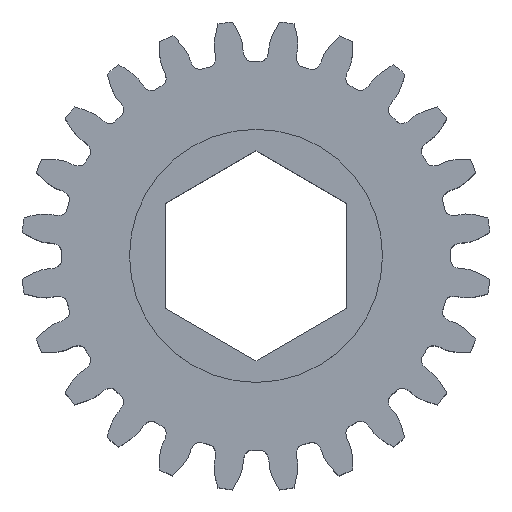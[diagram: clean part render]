
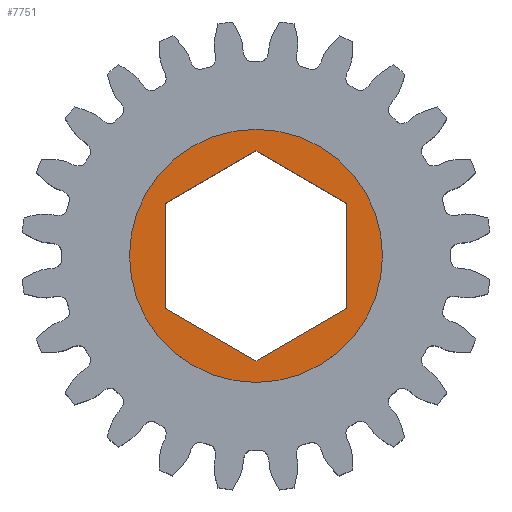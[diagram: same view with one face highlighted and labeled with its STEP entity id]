
A CAD part, top view. The second image highlights one B-rep face of the part: STEP entity #7751.
In plain terms, the highlighted planar face has unit normal (0, 0, 1).
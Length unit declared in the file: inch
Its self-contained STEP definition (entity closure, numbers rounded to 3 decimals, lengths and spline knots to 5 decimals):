
#88 = LINE ( 'NONE', #7778, #260 ) ;
#153 = FACE_OUTER_BOUND ( 'NONE', #6917, .T. ) ;
#156 = FACE_BOUND ( 'NONE', #6906, .T. ) ;
#251 = VECTOR ( 'NONE', #7838, 39.37008 ) ;
#253 = VECTOR ( 'NONE', #7836, 39.37008 ) ;
#254 = LINE ( 'NONE', #7837, #251 ) ;
#255 = VECTOR ( 'NONE', #7834, 39.37008 ) ;
#256 = LINE ( 'NONE', #7835, #253 ) ;
#257 = VECTOR ( 'NONE', #7785, 39.37008 ) ;
#258 = LINE ( 'NONE', #7783, #257 ) ;
#260 = VECTOR ( 'NONE', #7782, 39.37008 ) ;
#261 = LINE ( 'NONE', #7833, #255 ) ;
#262 = VECTOR ( 'NONE', #7773, 39.37008 ) ;
#264 = LINE ( 'NONE', #683, #262 ) ;
#566 = CARTESIAN_POINT ( 'NONE',  ( 0., 0., 0.249 ) ) ;
#567 = DIRECTION ( 'NONE',  ( 0., 0., 1. ) ) ;
#568 = DIRECTION ( 'NONE',  ( 1., 0., 0. ) ) ;
#626 = CARTESIAN_POINT ( 'NONE',  ( 0., 0., 0.249 ) ) ;
#627 = DIRECTION ( 'NONE',  ( 0., 0., 1. ) ) ;
#628 = DIRECTION ( 'NONE',  ( 1., 0., 0. ) ) ;
#683 = CARTESIAN_POINT ( 'NONE',  ( -0.2515, -0.1452, 0.249 ) ) ;
#763 = AXIS2_PLACEMENT_3D ( 'NONE', #2082, #2092, #2093 ) ;
#821 = AXIS2_PLACEMENT_3D ( 'NONE', #626, #627, #628 ) ;
#826 = AXIS2_PLACEMENT_3D ( 'NONE', #566, #567, #568 ) ;
#857 = EDGE_CURVE ( 'NONE', #7492, #7476, #6597, .T. ) ;
#865 = EDGE_CURVE ( 'NONE', #7476, #7492, #6586, .T. ) ;
#888 = EDGE_CURVE ( 'NONE', #7494, #7526, #264, .T. ) ;
#889 = EDGE_CURVE ( 'NONE', #7526, #7536, #88, .T. ) ;
#892 = EDGE_CURVE ( 'NONE', #7536, #7148, #258, .T. ) ;
#893 = EDGE_CURVE ( 'NONE', #7148, #7150, #261, .T. ) ;
#894 = EDGE_CURVE ( 'NONE', #7150, #7460, #256, .T. ) ;
#895 = EDGE_CURVE ( 'NONE', #7460, #7494, #254, .T. ) ;
#1972 = CARTESIAN_POINT ( 'NONE',  ( 0.35, 0., 0.249 ) ) ;
#1981 = CARTESIAN_POINT ( 'NONE',  ( 0., -0.29041, 0.249 ) ) ;
#1997 = CARTESIAN_POINT ( 'NONE',  ( -0.35, 0., 0.249 ) ) ;
#2013 = CARTESIAN_POINT ( 'NONE',  ( -0.2515, -0.1452, 0.249 ) ) ;
#2045 = CARTESIAN_POINT ( 'NONE',  ( -0.2515, 0.1452, 0.249 ) ) ;
#2054 = CARTESIAN_POINT ( 'NONE',  ( 0., 0.29041, 0.249 ) ) ;
#2082 = CARTESIAN_POINT ( 'NONE',  ( 0., 0., 0.249 ) ) ;
#2090 = PLANE ( 'NONE',  #763 ) ;
#2092 = DIRECTION ( 'NONE',  ( 0., 0., 1. ) ) ;
#2093 = DIRECTION ( 'NONE',  ( 1., 0., 0. ) ) ;
#4959 = CARTESIAN_POINT ( 'NONE',  ( 0.2515, -0.1452, 0.249 ) ) ;
#4964 = CARTESIAN_POINT ( 'NONE',  ( 0.2515, 0.1452, 0.249 ) ) ;
#6586 = CIRCLE ( 'NONE', #821, 0.35 ) ;
#6597 = CIRCLE ( 'NONE', #826, 0.35 ) ;
#6906 = EDGE_LOOP ( 'NONE', ( #6995, #6996, #6997, #6998, #6999, #7000 ) ) ;
#6917 = EDGE_LOOP ( 'NONE', ( #7001, #7002 ) ) ;
#6995 = ORIENTED_EDGE ( 'NONE', *, *, #888, .T. ) ;
#6996 = ORIENTED_EDGE ( 'NONE', *, *, #889, .T. ) ;
#6997 = ORIENTED_EDGE ( 'NONE', *, *, #892, .T. ) ;
#6998 = ORIENTED_EDGE ( 'NONE', *, *, #893, .T. ) ;
#6999 = ORIENTED_EDGE ( 'NONE', *, *, #894, .T. ) ;
#7000 = ORIENTED_EDGE ( 'NONE', *, *, #895, .T. ) ;
#7001 = ORIENTED_EDGE ( 'NONE', *, *, #865, .T. ) ;
#7002 = ORIENTED_EDGE ( 'NONE', *, *, #857, .T. ) ;
#7148 = VERTEX_POINT ( 'NONE', #4964 ) ;
#7150 = VERTEX_POINT ( 'NONE', #4959 ) ;
#7460 = VERTEX_POINT ( 'NONE', #1981 ) ;
#7476 = VERTEX_POINT ( 'NONE', #1997 ) ;
#7492 = VERTEX_POINT ( 'NONE', #1972 ) ;
#7494 = VERTEX_POINT ( 'NONE', #2013 ) ;
#7526 = VERTEX_POINT ( 'NONE', #2045 ) ;
#7536 = VERTEX_POINT ( 'NONE', #2054 ) ;
#7751 = ADVANCED_FACE ( 'NONE', ( #156, #153 ), #2090, .T. ) ;
#7773 = DIRECTION ( 'NONE',  ( 0., 1., 0. ) ) ;
#7778 = CARTESIAN_POINT ( 'NONE',  ( -0.2515, 0.1452, 0.249 ) ) ;
#7782 = DIRECTION ( 'NONE',  ( 0.866, 0.5, 0. ) ) ;
#7783 = CARTESIAN_POINT ( 'NONE',  ( 0., 0.29041, 0.249 ) ) ;
#7785 = DIRECTION ( 'NONE',  ( 0.866, -0.5, 0. ) ) ;
#7833 = CARTESIAN_POINT ( 'NONE',  ( 0.2515, 0.1452, 0.249 ) ) ;
#7834 = DIRECTION ( 'NONE',  ( 0., -1., 0. ) ) ;
#7835 = CARTESIAN_POINT ( 'NONE',  ( 0.2515, -0.1452, 0.249 ) ) ;
#7836 = DIRECTION ( 'NONE',  ( -0.866, -0.5, 0. ) ) ;
#7837 = CARTESIAN_POINT ( 'NONE',  ( 0., -0.29041, 0.249 ) ) ;
#7838 = DIRECTION ( 'NONE',  ( -0.866, 0.5, 0. ) ) ;
